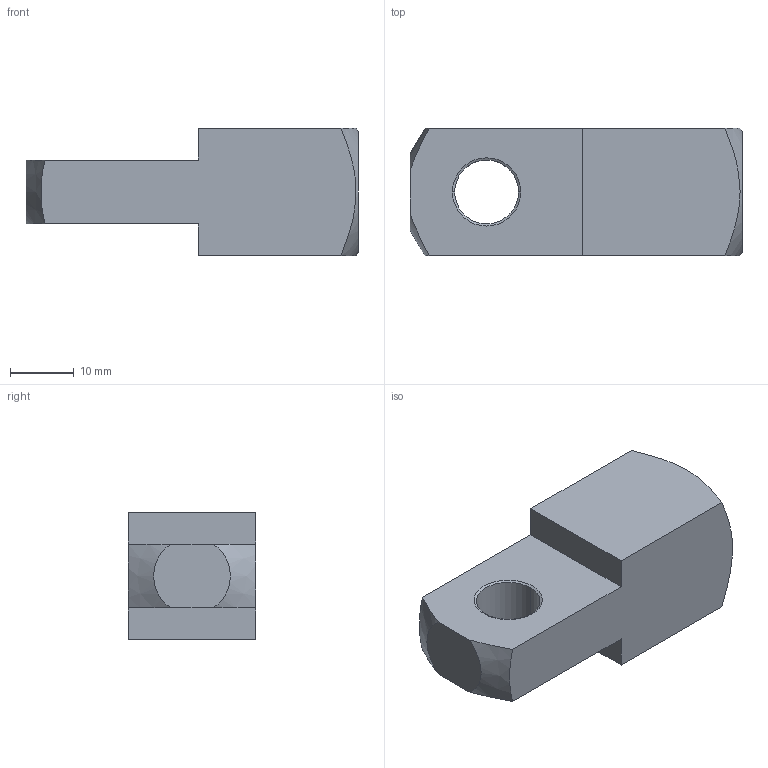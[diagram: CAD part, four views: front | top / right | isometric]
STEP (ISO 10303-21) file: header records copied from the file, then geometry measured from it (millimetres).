
FILE_DESCRIPTION (( 'STEP AP203' ), '1' );
FILE_NAME ('WDS851-410_851-410_sldprt.STEP', '2021-04-01T17:27:37', ( '' ), ( '' ), 'SwSTEP 2.0', 'SolidWorks 2020', '' );
FILE_SCHEMA (( 'CONFIG_CONTROL_DESIGN' ));
Length unit declared in the file: millimetre
Products named in the file (1): WDS851-410_851-410_sldprt
Bounding box: 52 x 20 x 20 mm (x, y, z)
Volume: 12684.6 mm3; surface area: 5115.9 mm2
Topology: 1 solids, 1 shells, 27 faces, 66 edges, 41 vertices
Faces by surface type: plane 11, cone 10, cylinder 6
Entity records: 959 total; most frequent: CARTESIAN_POINT 257, DIRECTION 128, ORIENTED_EDGE 128, EDGE_CURVE 64, AXIS2_PLACEMENT_3D 48, VERTEX_POINT 41, LINE 32, VECTOR 32
